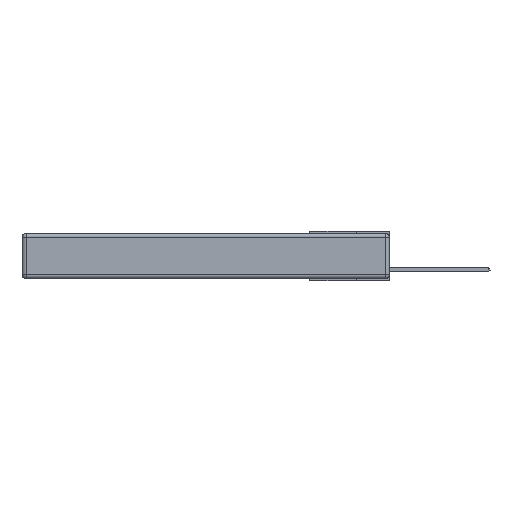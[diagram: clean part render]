
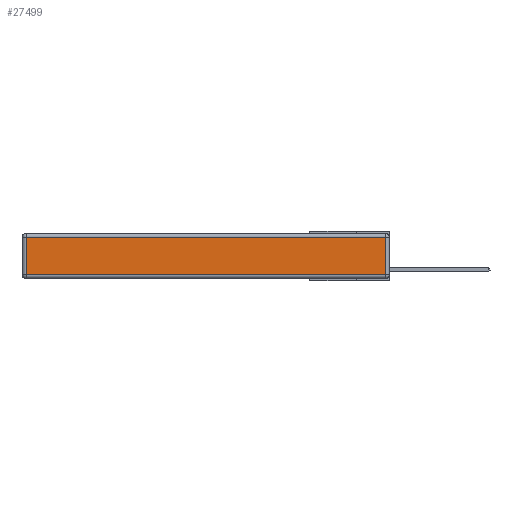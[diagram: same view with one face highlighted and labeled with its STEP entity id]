
A CAD part, left-side view. The second image highlights one B-rep face of the part: STEP entity #27499.
In plain terms, the highlighted planar face has unit normal (-1, 0, 0).
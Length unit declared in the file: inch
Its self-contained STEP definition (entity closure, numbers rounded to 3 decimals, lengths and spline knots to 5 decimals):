
#1880 = DIRECTION ( 'NONE',  ( 0., 0., 1. ) ) ;
#5365 = CARTESIAN_POINT ( 'NONE',  ( 0., 2.72, -0.343 ) ) ;
#5896 = VERTEX_POINT ( 'NONE', #27096 ) ;
#5913 = CARTESIAN_POINT ( 'NONE',  ( 0., 0.03, -0.313 ) ) ;
#6485 = CARTESIAN_POINT ( 'NONE',  ( 0., 2.75, -0.03 ) ) ;
#8001 = CARTESIAN_POINT ( 'NONE',  ( 0., 2.72, -0.313 ) ) ;
#9383 = LINE ( 'NONE', #5365, #27931 ) ;
#10114 = VERTEX_POINT ( 'NONE', #5913 ) ;
#11451 = DIRECTION ( 'NONE',  ( 0., -1., 0. ) ) ;
#11551 = CARTESIAN_POINT ( 'NONE',  ( 0., 0.03, -0.343 ) ) ;
#12555 = LINE ( 'NONE', #11551, #19029 ) ;
#12608 = DIRECTION ( 'NONE',  ( 0., 0., -1. ) ) ;
#12692 = CARTESIAN_POINT ( 'NONE',  ( 0., 2.72, -0.03 ) ) ;
#13831 = FACE_OUTER_BOUND ( 'NONE', #20173, .T. ) ;
#13955 = LINE ( 'NONE', #6485, #14700 ) ;
#14625 = VERTEX_POINT ( 'NONE', #12692 ) ;
#14700 = VECTOR ( 'NONE', #25470, 39.37008 ) ;
#16648 = CARTESIAN_POINT ( 'NONE',  ( 0., 0., -0.343 ) ) ;
#18435 = LINE ( 'NONE', #23433, #22967 ) ;
#19029 = VECTOR ( 'NONE', #1880, 39.37008 ) ;
#20173 = EDGE_LOOP ( 'NONE', ( #27578, #27198, #20451, #23796 ) ) ;
#20451 = ORIENTED_EDGE ( 'NONE', *, *, #26099, .T. ) ;
#20597 = EDGE_CURVE ( 'NONE', #24714, #10114, #18435, .T. ) ;
#20959 = EDGE_CURVE ( 'NONE', #14625, #24714, #9383, .T. ) ;
#22650 = AXIS2_PLACEMENT_3D ( 'NONE', #16648, #29477, #26886 ) ;
#22967 = VECTOR ( 'NONE', #11451, 39.37008 ) ;
#23351 = EDGE_CURVE ( 'NONE', #10114, #5896, #12555, .T. ) ;
#23433 = CARTESIAN_POINT ( 'NONE',  ( 0., 0., -0.313 ) ) ;
#23796 = ORIENTED_EDGE ( 'NONE', *, *, #20959, .T. ) ;
#24714 = VERTEX_POINT ( 'NONE', #8001 ) ;
#25470 = DIRECTION ( 'NONE',  ( 0., 1., 0. ) ) ;
#26099 = EDGE_CURVE ( 'NONE', #5896, #14625, #13955, .T. ) ;
#26886 = DIRECTION ( 'NONE',  ( 0., 0., 1. ) ) ;
#27096 = CARTESIAN_POINT ( 'NONE',  ( 0., 0.03, -0.03 ) ) ;
#27198 = ORIENTED_EDGE ( 'NONE', *, *, #23351, .T. ) ;
#27499 = ADVANCED_FACE ( 'NONE', ( #13831 ), #31205, .T. ) ;
#27578 = ORIENTED_EDGE ( 'NONE', *, *, #20597, .T. ) ;
#27931 = VECTOR ( 'NONE', #12608, 39.37008 ) ;
#29477 = DIRECTION ( 'NONE',  ( -1., 0., 0. ) ) ;
#31205 = PLANE ( 'NONE',  #22650 ) ;
